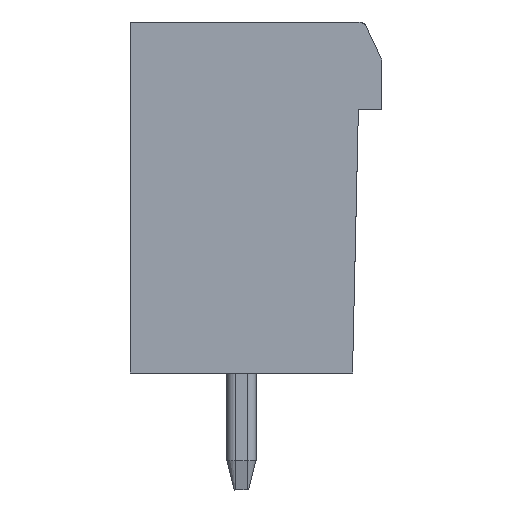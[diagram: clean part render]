
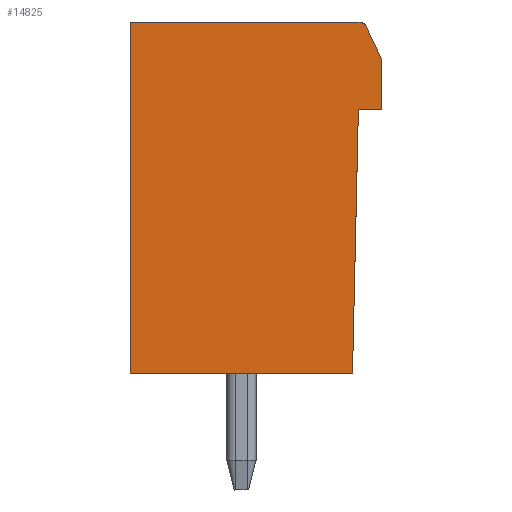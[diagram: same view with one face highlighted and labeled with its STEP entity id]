
A CAD part, left-side view. The second image highlights one B-rep face of the part: STEP entity #14825.
In plain terms, the highlighted planar face has unit normal (-1, 0, 0).
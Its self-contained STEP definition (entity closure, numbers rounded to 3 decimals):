
#588=DIRECTION('',(0.,0.,1.));
#589=VECTOR('',#588,1.7);
#590=CARTESIAN_POINT('',(-44.158,0.,
-3.));
#591=LINE('',#590,#589);
#640=DIRECTION('',(0.,-1.,0.));
#641=VECTOR('',#640,0.8);
#642=CARTESIAN_POINT('',(-44.158,0.8,-3.));
#643=LINE('',#642,#641);
#1808=DIRECTION('',(0.,-1.,0.));
#1809=VECTOR('',#1808,7.6);
#1810=CARTESIAN_POINT('',(-44.158,8.6,-12.));
#1811=LINE('',#1810,#1809);
#2028=DIRECTION('',(0.,0.,-1.));
#2029=VECTOR('',#2028,12.);
#2030=CARTESIAN_POINT('',(-44.158,8.6,0.));
#2031=LINE('',#2030,#2029);
#2133=DIRECTION('',(0.,1.,0.));
#2134=VECTOR('',#2133,7.808);
#2135=CARTESIAN_POINT('',(-44.158,0.792,
0.));
#2136=LINE('',#2135,#2134);
#2322=DIRECTION('',(0.,0.022,-1.));
#2323=VECTOR('',#2322,9.002);
#2324=CARTESIAN_POINT('',(-44.158,0.8,-3.));
#2325=LINE('',#2324,#2323);
#2326=CARTESIAN_POINT('',(-44.158,0.792,
-0.3));
#2327=DIRECTION('',(1.,0.,0.));
#2328=DIRECTION('',(0.,0.,1.));
#2329=AXIS2_PLACEMENT_3D('',#2326,#2327,#2328);
#2331=DIRECTION('',(0.,-0.419,-0.908));
#2332=VECTOR('',#2331,1.24);
#2333=CARTESIAN_POINT('',(-44.158,0.52,
-0.174));
#2334=LINE('',#2333,#2332);
#10465=CARTESIAN_POINT('',(-44.158,0.,
-3.));
#10467=VERTEX_POINT('',#10465);
#10468=CARTESIAN_POINT('',(-44.158,0.,
-1.3));
#10469=VERTEX_POINT('',#10468);
#10505=CARTESIAN_POINT('',(-44.158,0.8,-3.));
#10507=VERTEX_POINT('',#10505);
#10509=CARTESIAN_POINT('',(-44.158,1.,-12.));
#10511=VERTEX_POINT('',#10509);
#10518=CARTESIAN_POINT('',(-44.158,8.6,-12.));
#10519=VERTEX_POINT('',#10518);
#10653=CARTESIAN_POINT('',(-44.158,8.6,0.));
#10655=VERTEX_POINT('',#10653);
#10700=CARTESIAN_POINT('',(-44.158,0.792,
0.));
#10701=VERTEX_POINT('',#10700);
#10751=CARTESIAN_POINT('',(-44.158,0.52,
-0.174));
#10752=VERTEX_POINT('',#10751);
#14810=CARTESIAN_POINT('',(-44.158,4.3,
-6.));
#14811=DIRECTION('',(1.,0.,0.));
#14812=DIRECTION('',(0.,1.,0.));
#14813=AXIS2_PLACEMENT_3D('',#14810,#14811,#14812);
#14814=PLANE('',#14813);
#14815=ORIENTED_EDGE('',*,*,#13697,.T.);
#14816=ORIENTED_EDGE('',*,*,#14330,.F.);
#14817=ORIENTED_EDGE('',*,*,#14491,.F.);
#14818=ORIENTED_EDGE('',*,*,#14578,.F.);
#14819=ORIENTED_EDGE('',*,*,#14804,.T.);
#14820=ORIENTED_EDGE('',*,*,#14792,.T.);
#14821=ORIENTED_EDGE('',*,*,#13631,.F.);
#14822=ORIENTED_EDGE('',*,*,#13682,.F.);
#14823=EDGE_LOOP('',(#14815,#14816,#14817,#14818,#14819,#14820,#14821,#14822));
#14824=FACE_OUTER_BOUND('',#14823,.F.);
#2330=CIRCLE('',#2329,0.3);
#13631=EDGE_CURVE('',#10467,#10469,#591,.T.);
#13682=EDGE_CURVE('',#10507,#10467,#643,.T.);
#13697=EDGE_CURVE('',#10507,#10511,#2325,.T.);
#14330=EDGE_CURVE('',#10519,#10511,#1811,.T.);
#14491=EDGE_CURVE('',#10655,#10519,#2031,.T.);
#14578=EDGE_CURVE('',#10701,#10655,#2136,.T.);
#14792=EDGE_CURVE('',#10752,#10469,#2334,.T.);
#14804=EDGE_CURVE('',#10701,#10752,#2330,.T.);
#14825=ADVANCED_FACE('',(#14824),#14814,.F.);
